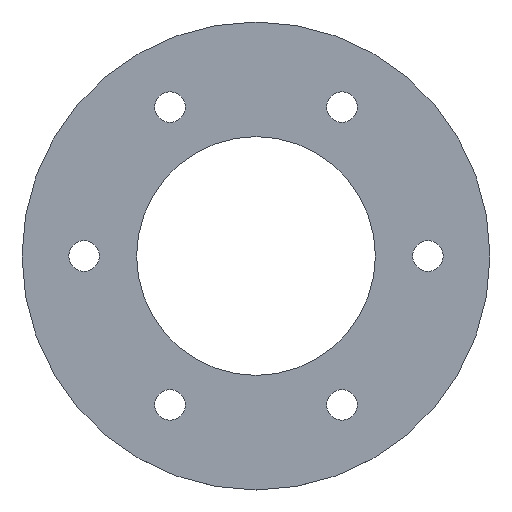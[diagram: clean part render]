
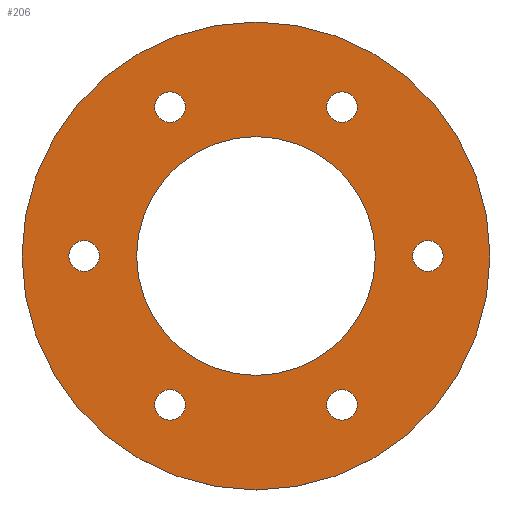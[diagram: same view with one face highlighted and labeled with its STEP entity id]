
A CAD part, top view. The second image highlights one B-rep face of the part: STEP entity #206.
In plain terms, the highlighted planar face has unit normal (0, 0, 1).
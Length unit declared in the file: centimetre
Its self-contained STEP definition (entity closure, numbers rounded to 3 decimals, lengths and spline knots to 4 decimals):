
#20=FACE_BOUND('',#55,.T.);
#21=FACE_BOUND('',#56,.T.);
#22=FACE_BOUND('',#57,.T.);
#23=FACE_BOUND('',#58,.T.);
#24=FACE_BOUND('',#59,.T.);
#25=FACE_BOUND('',#60,.T.);
#26=FACE_BOUND('',#61,.T.);
#34=PLANE('',#234);
#44=FACE_OUTER_BOUND('',#54,.T.);
#54=EDGE_LOOP('',(#174));
#55=EDGE_LOOP('',(#175));
#56=EDGE_LOOP('',(#176));
#57=EDGE_LOOP('',(#177));
#58=EDGE_LOOP('',(#178));
#59=EDGE_LOOP('',(#179));
#60=EDGE_LOOP('',(#180));
#61=EDGE_LOOP('',(#181));
#86=CIRCLE('',#211,8.);
#88=CIRCLE('',#214,8.);
#90=CIRCLE('',#217,8.);
#92=CIRCLE('',#220,8.);
#94=CIRCLE('',#223,62.5);
#96=CIRCLE('',#226,8.);
#98=CIRCLE('',#229,8.);
#100=CIRCLE('',#232,122.5);
#102=VERTEX_POINT('',#306);
#104=VERTEX_POINT('',#312);
#106=VERTEX_POINT('',#318);
#108=VERTEX_POINT('',#324);
#110=VERTEX_POINT('',#330);
#112=VERTEX_POINT('',#336);
#114=VERTEX_POINT('',#342);
#116=VERTEX_POINT('',#348);
#118=EDGE_CURVE('',#102,#102,#86,.T.);
#121=EDGE_CURVE('',#104,#104,#88,.T.);
#124=EDGE_CURVE('',#106,#106,#90,.T.);
#127=EDGE_CURVE('',#108,#108,#92,.T.);
#130=EDGE_CURVE('',#110,#110,#94,.T.);
#133=EDGE_CURVE('',#112,#112,#96,.T.);
#136=EDGE_CURVE('',#114,#114,#98,.T.);
#139=EDGE_CURVE('',#116,#116,#100,.T.);
#174=ORIENTED_EDGE('',*,*,#139,.T.);
#175=ORIENTED_EDGE('',*,*,#136,.T.);
#176=ORIENTED_EDGE('',*,*,#133,.T.);
#177=ORIENTED_EDGE('',*,*,#130,.T.);
#178=ORIENTED_EDGE('',*,*,#127,.T.);
#179=ORIENTED_EDGE('',*,*,#124,.T.);
#180=ORIENTED_EDGE('',*,*,#121,.T.);
#181=ORIENTED_EDGE('',*,*,#118,.T.);
#206=ADVANCED_FACE('',(#44,#20,#21,#22,#23,#24,#25,#26),#34,.T.);
#211=AXIS2_PLACEMENT_3D('',#307,#242,#243);
#214=AXIS2_PLACEMENT_3D('',#313,#249,#250);
#217=AXIS2_PLACEMENT_3D('',#319,#256,#257);
#220=AXIS2_PLACEMENT_3D('',#325,#263,#264);
#223=AXIS2_PLACEMENT_3D('',#331,#270,#271);
#226=AXIS2_PLACEMENT_3D('',#337,#277,#278);
#229=AXIS2_PLACEMENT_3D('',#343,#284,#285);
#232=AXIS2_PLACEMENT_3D('',#349,#291,#292);
#234=AXIS2_PLACEMENT_3D('',#353,#296,#297);
#242=DIRECTION('center_axis',(0.,0.,-1.));
#243=DIRECTION('ref_axis',(0.,1.,0.));
#249=DIRECTION('center_axis',(0.,0.,-1.));
#250=DIRECTION('ref_axis',(0.,1.,0.));
#256=DIRECTION('center_axis',(0.,0.,-1.));
#257=DIRECTION('ref_axis',(0.,1.,0.));
#263=DIRECTION('center_axis',(0.,0.,-1.));
#264=DIRECTION('ref_axis',(0.,-1.,0.));
#270=DIRECTION('center_axis',(0.,0.,-1.));
#271=DIRECTION('ref_axis',(0.,1.,0.));
#277=DIRECTION('center_axis',(0.,0.,-1.));
#278=DIRECTION('ref_axis',(0.,-1.,0.));
#284=DIRECTION('center_axis',(0.,0.,-1.));
#285=DIRECTION('ref_axis',(0.,1.,0.));
#291=DIRECTION('center_axis',(0.,0.,1.));
#292=DIRECTION('ref_axis',(0.,1.,0.));
#296=DIRECTION('center_axis',(0.,0.,1.));
#297=DIRECTION('ref_axis',(1.,0.,0.));
#306=CARTESIAN_POINT('',(-273.7504,257.4912,3.));
#307=CARTESIAN_POINT('Origin',(-273.7504,265.4912,3.));
#312=CARTESIAN_POINT('',(-363.7504,257.4912,3.));
#313=CARTESIAN_POINT('Origin',(-363.7504,265.4912,3.));
#318=CARTESIAN_POINT('',(-408.7504,179.549,3.));
#319=CARTESIAN_POINT('Origin',(-408.7504,187.549,3.));
#324=CARTESIAN_POINT('',(-363.7504,117.6067,3.));
#325=CARTESIAN_POINT('Origin',(-363.7504,109.6067,3.));
#330=CARTESIAN_POINT('',(-318.7504,125.049,3.));
#331=CARTESIAN_POINT('Origin',(-318.7504,187.549,3.));
#336=CARTESIAN_POINT('',(-273.7504,117.6067,3.));
#337=CARTESIAN_POINT('Origin',(-273.7504,109.6067,3.));
#342=CARTESIAN_POINT('',(-228.7504,179.549,3.));
#343=CARTESIAN_POINT('Origin',(-228.7504,187.549,3.));
#348=CARTESIAN_POINT('',(-318.7504,65.049,3.));
#349=CARTESIAN_POINT('Origin',(-318.7504,187.549,3.));
#353=CARTESIAN_POINT('Origin',(-318.7504,187.549,3.));
